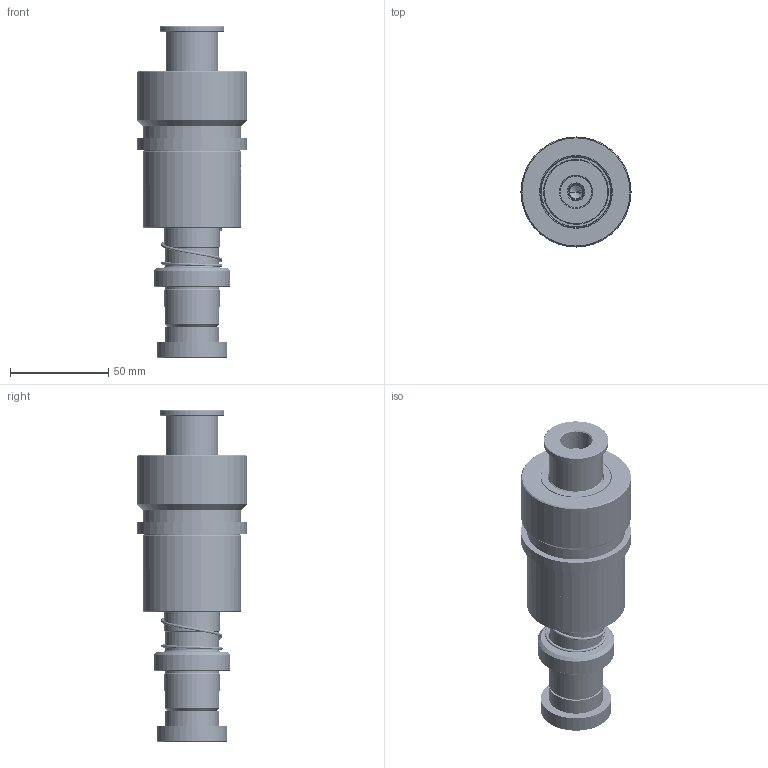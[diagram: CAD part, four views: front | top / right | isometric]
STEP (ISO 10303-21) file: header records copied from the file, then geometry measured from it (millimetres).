
FILE_DESCRIPTION (( 'STEP AP214' ), '1' );
FILE_NAME ('KTSH KTJH-D28-L110(BL80).STEP', '2021-09-09T07:44:25', ( '' ), ( '' ), 'SwSTEP 2.0', 'SolidWorks 2016', '' );
FILE_SCHEMA (( 'AUTOMOTIVE_DESIGN' ));
Length unit declared in the file: millimetre
Products named in the file (269): BALL-D4; HWP-D31.3-d28.5-L50; BSH-35.5-28.5-L75; TRPK-D28-L110; KTSH KTJH-D28-L110(BL80); BSH-D35.5-28.5-L75郪蚾; TRB28-40-40; GTK-D33-d27; TRPK蹟簽D28
Assembly tree (262 placements, depth 3):
  BALL-D4
  BALL-D4
  BALL-D4
  BALL-D4
  BALL-D4
Bounding box: 56 x 56 x 169 mm (x, y, z)
Volume: 217165.6 mm3; surface area: 90091.4 mm2
Topology: 258 solids, 258 shells, 1180 faces, 4987 edges, 3306 vertices
Faces by surface type: sphere 1008, cylinder 58, cone 52, plane 32, torus 16, bspline 14
Entity records: 53279 total; most frequent: CARTESIAN_POINT 31012, ORIENTED_EDGE 3908, DIRECTION 3412, EDGE_CURVE 1954, AXIS2_PLACEMENT_3D 1632, VERTEX_POINT 1278, EDGE_LOOP 1178, B_SPLINE_CURVE_WITH_KNOTS 1109
